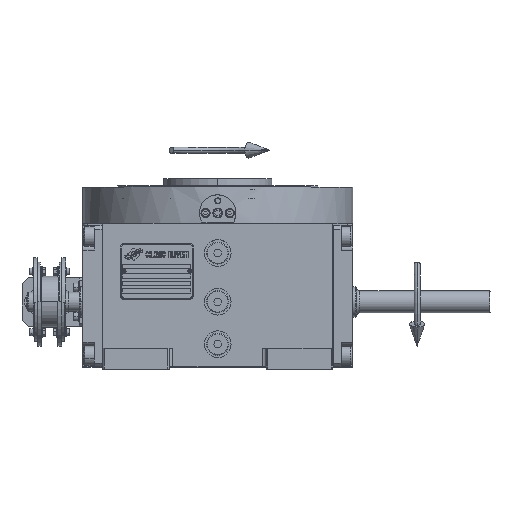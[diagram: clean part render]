
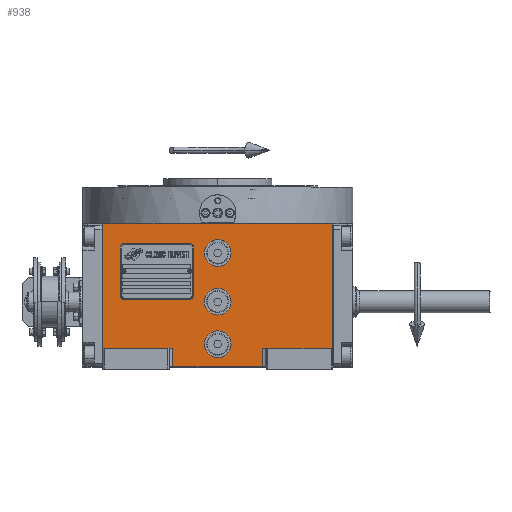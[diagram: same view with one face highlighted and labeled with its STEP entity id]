
A CAD part, top view. The second image highlights one B-rep face of the part: STEP entity #938.
In plain terms, the highlighted planar face has unit normal (0, 0, 1).
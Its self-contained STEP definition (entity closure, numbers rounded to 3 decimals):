
#938 = ADVANCED_FACE ( 'NONE', ( #100527, #19336, #18759, #53597 ), #90122, .T. ) ;
#1408 = EDGE_CURVE ( 'NONE', #21219, #42390, #64435, .T. ) ;
#3081 = VECTOR ( 'NONE', #109410, 1000. ) ;
#4139 = ORIENTED_EDGE ( 'NONE', *, *, #59247, .F. ) ;
#5255 = EDGE_LOOP ( 'NONE', ( #50971, #16270 ) ) ;
#5603 = EDGE_CURVE ( 'NONE', #105539, #51454, #87201, .T. ) ;
#8240 = DIRECTION ( 'NONE',  ( 1., 0., 0. ) ) ;
#9503 = DIRECTION ( 'NONE',  ( 1., 0., 0. ) ) ;
#10326 = LINE ( 'NONE', #27141, #70904 ) ;
#10655 = DIRECTION ( 'NONE',  ( 0., 0., 1. ) ) ;
#11093 = CARTESIAN_POINT ( 'NONE',  ( -37., -53.5, 163.5 ) ) ;
#15191 = LINE ( 'NONE', #49450, #22232 ) ;
#15509 = CARTESIAN_POINT ( 'NONE',  ( 0., -35., 163.5 ) ) ;
#16270 = ORIENTED_EDGE ( 'NONE', *, *, #78333, .F. ) ;
#18759 = FACE_BOUND ( 'NONE', #5255, .T. ) ;
#19336 = FACE_BOUND ( 'NONE', #79516, .T. ) ;
#19989 = VERTEX_POINT ( 'NONE', #48376 ) ;
#20480 = CARTESIAN_POINT ( 'NONE',  ( -94.5, -53.5, 163.5 ) ) ;
#20896 = CIRCLE ( 'NONE', #91287, 11. ) ;
#20922 = CIRCLE ( 'NONE', #106133, 11. ) ;
#21219 = VERTEX_POINT ( 'NONE', #94060 ) ;
#21647 = CARTESIAN_POINT ( 'NONE',  ( 37., -38.5, 163.5 ) ) ;
#21922 = AXIS2_PLACEMENT_3D ( 'NONE', #113351, #43747, #88952 ) ;
#22232 = VECTOR ( 'NONE', #113205, 1000. ) ;
#23672 = CARTESIAN_POINT ( 'NONE',  ( 94.5, 64.5, 163.5 ) ) ;
#23837 = CIRCLE ( 'NONE', #21922, 11. ) ;
#25518 = EDGE_CURVE ( 'NONE', #65962, #76115, #20922, .T. ) ;
#27141 = CARTESIAN_POINT ( 'NONE',  ( -94.5, 64.5, 163.5 ) ) ;
#27983 = DIRECTION ( 'NONE',  ( 1., 0., 0. ) ) ;
#28653 = DIRECTION ( 'NONE',  ( 1., 0., 0. ) ) ;
#29722 = AXIS2_PLACEMENT_3D ( 'NONE', #15509, #42191, #79260 ) ;
#30487 = CARTESIAN_POINT ( 'NONE',  ( 94.5, -38.5, 163.5 ) ) ;
#31827 = ORIENTED_EDGE ( 'NONE', *, *, #113790, .F. ) ;
#32365 = EDGE_CURVE ( 'NONE', #106379, #42390, #108021, .T. ) ;
#33198 = VERTEX_POINT ( 'NONE', #45141 ) ;
#33434 = DIRECTION ( 'NONE',  ( 0., 0., 1. ) ) ;
#34323 = DIRECTION ( 'NONE',  ( 0., 0., 1. ) ) ;
#38014 = ORIENTED_EDGE ( 'NONE', *, *, #48788, .T. ) ;
#38224 = CARTESIAN_POINT ( 'NONE',  ( 11., -35., 163.5 ) ) ;
#38397 = CARTESIAN_POINT ( 'NONE',  ( -94.5, -38.5, 163.5 ) ) ;
#38424 = VECTOR ( 'NONE', #27983, 1000. ) ;
#41967 = LINE ( 'NONE', #74020, #3081 ) ;
#42191 = DIRECTION ( 'NONE',  ( 0., 0., 1. ) ) ;
#42390 = VERTEX_POINT ( 'NONE', #50063 ) ;
#43747 = DIRECTION ( 'NONE',  ( 0., 0., 1. ) ) ;
#45141 = CARTESIAN_POINT ( 'NONE',  ( 37., -38.5, 163.5 ) ) ;
#46011 = AXIS2_PLACEMENT_3D ( 'NONE', #20480, #10655, #9503 ) ;
#47204 = CARTESIAN_POINT ( 'NONE',  ( -11., 0., 163.5 ) ) ;
#48376 = CARTESIAN_POINT ( 'NONE',  ( -11., 40., 163.5 ) ) ;
#48389 = CARTESIAN_POINT ( 'NONE',  ( -94.5, 64.5, 163.5 ) ) ;
#48788 = EDGE_CURVE ( 'NONE', #84241, #106330, #57750, .T. ) ;
#48945 = DIRECTION ( 'NONE',  ( 0., -1., 0. ) ) ;
#49450 = CARTESIAN_POINT ( 'NONE',  ( -37., -53.5, 163.5 ) ) ;
#50063 = CARTESIAN_POINT ( 'NONE',  ( -37., -38.5, 163.5 ) ) ;
#50391 = DIRECTION ( 'NONE',  ( 1., 0., 0. ) ) ;
#50428 = EDGE_CURVE ( 'NONE', #33198, #84241, #105847, .T. ) ;
#50543 = EDGE_CURVE ( 'NONE', #33198, #112428, #54781, .T. ) ;
#50971 = ORIENTED_EDGE ( 'NONE', *, *, #79986, .F. ) ;
#51454 = VERTEX_POINT ( 'NONE', #38224 ) ;
#53597 = FACE_OUTER_BOUND ( 'NONE', #77065, .T. ) ;
#54155 = CARTESIAN_POINT ( 'NONE',  ( 37., -53.5, 163.5 ) ) ;
#54781 = LINE ( 'NONE', #21647, #92149 ) ;
#54838 = CARTESIAN_POINT ( 'NONE',  ( 11., 40., 163.5 ) ) ;
#54839 = ORIENTED_EDGE ( 'NONE', *, *, #50428, .T. ) ;
#54914 = EDGE_CURVE ( 'NONE', #21219, #112428, #15191, .T. ) ;
#55359 = VECTOR ( 'NONE', #107358, 1000. ) ;
#57750 = LINE ( 'NONE', #30487, #71817 ) ;
#58707 = CIRCLE ( 'NONE', #64239, 11. ) ;
#59087 = EDGE_CURVE ( 'NONE', #76115, #65962, #20896, .T. ) ;
#59247 = EDGE_CURVE ( 'NONE', #103205, #106330, #10326, .T. ) ;
#64239 = AXIS2_PLACEMENT_3D ( 'NONE', #77039, #86327, #50391 ) ;
#64402 = VECTOR ( 'NONE', #28653, 1000. ) ;
#64435 = LINE ( 'NONE', #11093, #55359 ) ;
#64763 = EDGE_LOOP ( 'NONE', ( #65009, #77872 ) ) ;
#65009 = ORIENTED_EDGE ( 'NONE', *, *, #25518, .F. ) ;
#65187 = EDGE_CURVE ( 'NONE', #106379, #103205, #41967, .T. ) ;
#65951 = ORIENTED_EDGE ( 'NONE', *, *, #65187, .F. ) ;
#65962 = VERTEX_POINT ( 'NONE', #66057 ) ;
#66057 = CARTESIAN_POINT ( 'NONE',  ( 11., 0., 163.5 ) ) ;
#67997 = VERTEX_POINT ( 'NONE', #54838 ) ;
#69910 = ORIENTED_EDGE ( 'NONE', *, *, #54914, .T. ) ;
#70844 = CARTESIAN_POINT ( 'NONE',  ( 0., 40., 163.5 ) ) ;
#70904 = VECTOR ( 'NONE', #96208, 1000. ) ;
#71817 = VECTOR ( 'NONE', #91413, 1000. ) ;
#74020 = CARTESIAN_POINT ( 'NONE',  ( -94.5, -38.5, 163.5 ) ) ;
#76115 = VERTEX_POINT ( 'NONE', #47204 ) ;
#76372 = DIRECTION ( 'NONE',  ( 1., 0., 0. ) ) ;
#77039 = CARTESIAN_POINT ( 'NONE',  ( 0., -35., 163.5 ) ) ;
#77065 = EDGE_LOOP ( 'NONE', ( #69910, #98821, #54839, #38014, #4139, #65951, #85687, #94666 ) ) ;
#77872 = ORIENTED_EDGE ( 'NONE', *, *, #59087, .F. ) ;
#78333 = EDGE_CURVE ( 'NONE', #19989, #67997, #23837, .T. ) ;
#79260 = DIRECTION ( 'NONE',  ( -1., 0., 0. ) ) ;
#79298 = CARTESIAN_POINT ( 'NONE',  ( 94.5, -38.5, 163.5 ) ) ;
#79516 = EDGE_LOOP ( 'NONE', ( #31827, #84520 ) ) ;
#79986 = EDGE_CURVE ( 'NONE', #67997, #19989, #98193, .T. ) ;
#84241 = VERTEX_POINT ( 'NONE', #79298 ) ;
#84520 = ORIENTED_EDGE ( 'NONE', *, *, #5603, .F. ) ;
#84647 = DIRECTION ( 'NONE',  ( 0., 0., 1. ) ) ;
#85687 = ORIENTED_EDGE ( 'NONE', *, *, #32365, .T. ) ;
#86327 = DIRECTION ( 'NONE',  ( 0., 0., 1. ) ) ;
#87201 = CIRCLE ( 'NONE', #29722, 11. ) ;
#87883 = CARTESIAN_POINT ( 'NONE',  ( 37., -38.5, 163.5 ) ) ;
#88952 = DIRECTION ( 'NONE',  ( -1., 0., 0. ) ) ;
#90122 = PLANE ( 'NONE',  #46011 ) ;
#91287 = AXIS2_PLACEMENT_3D ( 'NONE', #111899, #84647, #93931 ) ;
#91413 = DIRECTION ( 'NONE',  ( 0., 1., 0. ) ) ;
#92149 = VECTOR ( 'NONE', #48945, 1000. ) ;
#93931 = DIRECTION ( 'NONE',  ( -1., 0., 0. ) ) ;
#94060 = CARTESIAN_POINT ( 'NONE',  ( -37., -53.5, 163.5 ) ) ;
#94666 = ORIENTED_EDGE ( 'NONE', *, *, #1408, .F. ) ;
#96208 = DIRECTION ( 'NONE',  ( 1., 0., 0. ) ) ;
#97580 = CARTESIAN_POINT ( 'NONE',  ( -11., -35., 163.5 ) ) ;
#98193 = CIRCLE ( 'NONE', #105661, 11. ) ;
#98821 = ORIENTED_EDGE ( 'NONE', *, *, #50543, .F. ) ;
#100527 = FACE_BOUND ( 'NONE', #64763, .T. ) ;
#103205 = VERTEX_POINT ( 'NONE', #48389 ) ;
#104303 = CARTESIAN_POINT ( 'NONE',  ( -94.5, -38.5, 163.5 ) ) ;
#105539 = VERTEX_POINT ( 'NONE', #97580 ) ;
#105661 = AXIS2_PLACEMENT_3D ( 'NONE', #70844, #34323, #8240 ) ;
#105847 = LINE ( 'NONE', #87883, #64402 ) ;
#106133 = AXIS2_PLACEMENT_3D ( 'NONE', #112896, #33434, #76372 ) ;
#106330 = VERTEX_POINT ( 'NONE', #23672 ) ;
#106379 = VERTEX_POINT ( 'NONE', #104303 ) ;
#107358 = DIRECTION ( 'NONE',  ( 0., 1., 0. ) ) ;
#108021 = LINE ( 'NONE', #38397, #38424 ) ;
#109410 = DIRECTION ( 'NONE',  ( 0., 1., 0. ) ) ;
#111899 = CARTESIAN_POINT ( 'NONE',  ( 0., 0., 163.5 ) ) ;
#112428 = VERTEX_POINT ( 'NONE', #54155 ) ;
#112896 = CARTESIAN_POINT ( 'NONE',  ( 0., 0., 163.5 ) ) ;
#113205 = DIRECTION ( 'NONE',  ( 1., 0., 0. ) ) ;
#113351 = CARTESIAN_POINT ( 'NONE',  ( 0., 40., 163.5 ) ) ;
#113790 = EDGE_CURVE ( 'NONE', #51454, #105539, #58707, .T. ) ;
